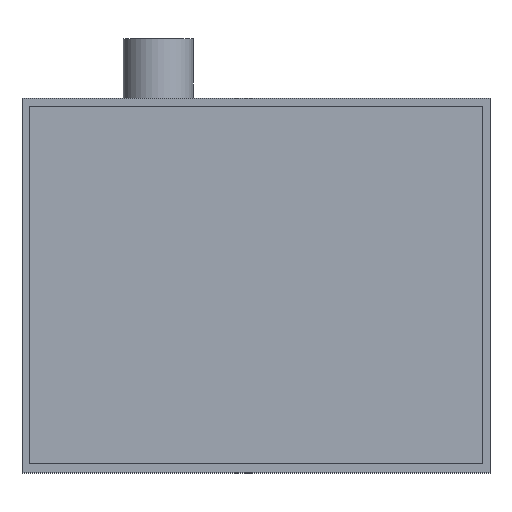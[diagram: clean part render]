
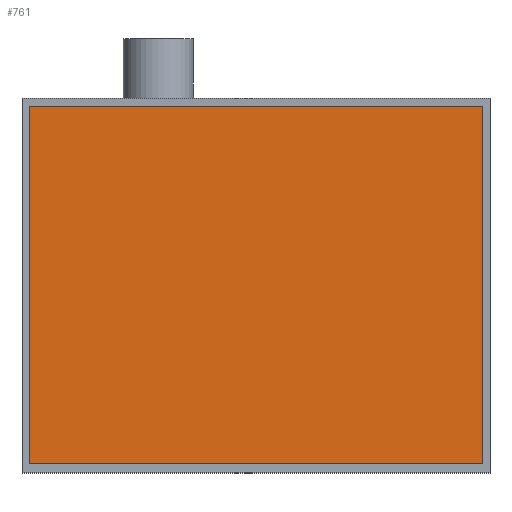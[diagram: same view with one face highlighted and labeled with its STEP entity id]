
A CAD part, top view. The second image highlights one B-rep face of the part: STEP entity #761.
In plain terms, the highlighted planar face has unit normal (0, 0, 1).
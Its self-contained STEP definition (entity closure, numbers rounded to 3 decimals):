
#725 = EDGE_CURVE('',#726,#728,#730,.T.);
#726 = VERTEX_POINT('',#727);
#727 = CARTESIAN_POINT('',(7.31,35.73,20.3));
#728 = VERTEX_POINT('',#729);
#729 = CARTESIAN_POINT('',(7.31,-6.27,20.3));
#730 = LINE('',#731,#732);
#731 = CARTESIAN_POINT('',(7.31,35.73,20.3));
#732 = VECTOR('',#733,1.);
#733 = DIRECTION('',(0.,-1.,0.));
#735 = EDGE_CURVE('',#728,#736,#738,.T.);
#736 = VERTEX_POINT('',#737);
#737 = CARTESIAN_POINT('',(-45.89,-6.27,20.3));
#738 = LINE('',#739,#740);
#739 = CARTESIAN_POINT('',(7.31,-6.27,20.3));
#740 = VECTOR('',#741,1.);
#741 = DIRECTION('',(-1.,0.,0.));
#743 = EDGE_CURVE('',#744,#736,#746,.T.);
#744 = VERTEX_POINT('',#745);
#745 = CARTESIAN_POINT('',(-45.89,35.73,20.3));
#746 = LINE('',#747,#748);
#747 = CARTESIAN_POINT('',(-45.89,35.73,20.3));
#748 = VECTOR('',#749,1.);
#749 = DIRECTION('',(0.,-1.,0.));
#751 = EDGE_CURVE('',#726,#744,#752,.T.);
#752 = LINE('',#753,#754);
#753 = CARTESIAN_POINT('',(7.31,35.73,20.3));
#754 = VECTOR('',#755,1.);
#755 = DIRECTION('',(-1.,0.,0.));
#761 = ADVANCED_FACE('',(#762),#768,.T.);
#762 = FACE_BOUND('',#763,.T.);
#763 = EDGE_LOOP('',(#764,#765,#766,#767));
#764 = ORIENTED_EDGE('',*,*,#725,.F.);
#765 = ORIENTED_EDGE('',*,*,#751,.T.);
#766 = ORIENTED_EDGE('',*,*,#743,.T.);
#767 = ORIENTED_EDGE('',*,*,#735,.F.);
#768 = PLANE('',#769);
#769 = AXIS2_PLACEMENT_3D('',#770,#771,#772);
#770 = CARTESIAN_POINT('',(7.31,35.73,20.3));
#771 = DIRECTION('',(0.,0.,1.));
#772 = DIRECTION('',(-1.,0.,0.));
